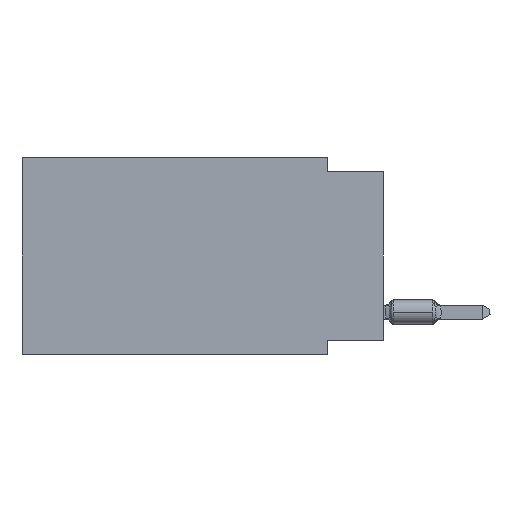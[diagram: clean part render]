
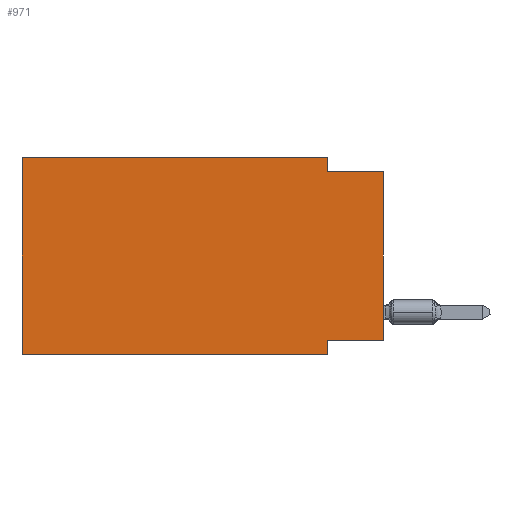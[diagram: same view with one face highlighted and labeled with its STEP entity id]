
A CAD part, left-side view. The second image highlights one B-rep face of the part: STEP entity #971.
In plain terms, the highlighted planar face has unit normal (-1, 0, 0).
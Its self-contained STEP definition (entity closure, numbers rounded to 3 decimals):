
#65 = VERTEX_POINT ( 'NONE', #32812 ) ;
#108 = EDGE_CURVE ( 'NONE', #27318, #65, #30616, .T. ) ;
#170 = DIRECTION ( 'NONE',  ( 0., 1., 0. ) ) ;
#421 = CARTESIAN_POINT ( 'NONE',  ( 0., 2.54, 0. ) ) ;
#971 = ADVANCED_FACE ( 'NONE', ( #27255 ), #35449, .F. ) ;
#1763 = DIRECTION ( 'NONE',  ( 0., 0., 1. ) ) ;
#1848 = VERTEX_POINT ( 'NONE', #17437 ) ;
#2271 = DIRECTION ( 'NONE',  ( 0., 0., -1. ) ) ;
#2362 = DIRECTION ( 'NONE',  ( 0., 0., -1. ) ) ;
#3596 = DIRECTION ( 'NONE',  ( 0., -1., 0. ) ) ;
#5085 = DIRECTION ( 'NONE',  ( 0., 0., 1. ) ) ;
#5294 = ORIENTED_EDGE ( 'NONE', *, *, #11482, .F. ) ;
#5585 = ORIENTED_EDGE ( 'NONE', *, *, #33800, .F. ) ;
#7187 = VECTOR ( 'NONE', #5085, 1000. ) ;
#7709 = EDGE_LOOP ( 'NONE', ( #30639, #5585, #5294, #13405, #22850, #21398, #29221, #34360 ) ) ;
#8101 = VERTEX_POINT ( 'NONE', #10880 ) ;
#9937 = VECTOR ( 'NONE', #10384, 1000. ) ;
#9975 = CARTESIAN_POINT ( 'NONE',  ( 0., 16.383, 0. ) ) ;
#10384 = DIRECTION ( 'NONE',  ( 0., -1., 0. ) ) ;
#10832 = DIRECTION ( 'NONE',  ( 1., 0., 0. ) ) ;
#10880 = CARTESIAN_POINT ( 'NONE',  ( 0., 16.383, 0. ) ) ;
#11469 = AXIS2_PLACEMENT_3D ( 'NONE', #18494, #10832, #2271 ) ;
#11479 = EDGE_CURVE ( 'NONE', #17069, #1848, #22040, .T. ) ;
#11482 = EDGE_CURVE ( 'NONE', #34688, #26972, #13653, .T. ) ;
#11673 = EDGE_CURVE ( 'NONE', #17069, #27318, #28063, .T. ) ;
#11768 = VECTOR ( 'NONE', #3596, 1000. ) ;
#12586 = CARTESIAN_POINT ( 'NONE',  ( 0., 2.54, -8.255 ) ) ;
#13405 = ORIENTED_EDGE ( 'NONE', *, *, #14805, .F. ) ;
#13653 = LINE ( 'NONE', #24769, #22317 ) ;
#13988 = LINE ( 'NONE', #34043, #11768 ) ;
#14805 = EDGE_CURVE ( 'NONE', #8101, #34688, #15624, .T. ) ;
#15624 = LINE ( 'NONE', #16163, #27970 ) ;
#15983 = DIRECTION ( 'NONE',  ( 0., -1., 0. ) ) ;
#16163 = CARTESIAN_POINT ( 'NONE',  ( 0., 16.383, 0. ) ) ;
#16402 = CARTESIAN_POINT ( 'NONE',  ( 0., 2.54, -8.89 ) ) ;
#17069 = VERTEX_POINT ( 'NONE', #27278 ) ;
#17437 = CARTESIAN_POINT ( 'NONE',  ( 0., 0., -0.635 ) ) ;
#17919 = CARTESIAN_POINT ( 'NONE',  ( 0., 2.54, -0.635 ) ) ;
#18165 = CARTESIAN_POINT ( 'NONE',  ( 0., 16.383, -8.89 ) ) ;
#18494 = CARTESIAN_POINT ( 'NONE',  ( 0., 16.383, 0. ) ) ;
#19282 = VERTEX_POINT ( 'NONE', #18165 ) ;
#21398 = ORIENTED_EDGE ( 'NONE', *, *, #28719, .T. ) ;
#21692 = CARTESIAN_POINT ( 'NONE',  ( 0., 16.383, -8.89 ) ) ;
#22040 = LINE ( 'NONE', #27340, #7187 ) ;
#22317 = VECTOR ( 'NONE', #35530, 1000. ) ;
#22850 = ORIENTED_EDGE ( 'NONE', *, *, #35150, .F. ) ;
#23892 = LINE ( 'NONE', #21692, #9937 ) ;
#24722 = LINE ( 'NONE', #9975, #25233 ) ;
#24769 = CARTESIAN_POINT ( 'NONE',  ( 0., 2.54, 0. ) ) ;
#25233 = VECTOR ( 'NONE', #1763, 1000. ) ;
#25341 = VECTOR ( 'NONE', #170, 1000. ) ;
#26972 = VERTEX_POINT ( 'NONE', #17919 ) ;
#27255 = FACE_OUTER_BOUND ( 'NONE', #7709, .T. ) ;
#27278 = CARTESIAN_POINT ( 'NONE',  ( 0., 0., -8.255 ) ) ;
#27318 = VERTEX_POINT ( 'NONE', #12586 ) ;
#27340 = CARTESIAN_POINT ( 'NONE',  ( 0., 0., 0. ) ) ;
#27970 = VECTOR ( 'NONE', #15983, 1000. ) ;
#28063 = LINE ( 'NONE', #33359, #25341 ) ;
#28719 = EDGE_CURVE ( 'NONE', #19282, #65, #23892, .T. ) ;
#29221 = ORIENTED_EDGE ( 'NONE', *, *, #108, .F. ) ;
#30616 = LINE ( 'NONE', #16402, #31808 ) ;
#30639 = ORIENTED_EDGE ( 'NONE', *, *, #11479, .T. ) ;
#31808 = VECTOR ( 'NONE', #2362, 1000. ) ;
#32812 = CARTESIAN_POINT ( 'NONE',  ( 0., 2.54, -8.89 ) ) ;
#33359 = CARTESIAN_POINT ( 'NONE',  ( 0., 0., -8.255 ) ) ;
#33800 = EDGE_CURVE ( 'NONE', #26972, #1848, #13988, .T. ) ;
#34043 = CARTESIAN_POINT ( 'NONE',  ( 0., 0., -0.635 ) ) ;
#34360 = ORIENTED_EDGE ( 'NONE', *, *, #11673, .F. ) ;
#34688 = VERTEX_POINT ( 'NONE', #421 ) ;
#35150 = EDGE_CURVE ( 'NONE', #19282, #8101, #24722, .T. ) ;
#35449 = PLANE ( 'NONE',  #11469 ) ;
#35530 = DIRECTION ( 'NONE',  ( 0., 0., -1. ) ) ;
